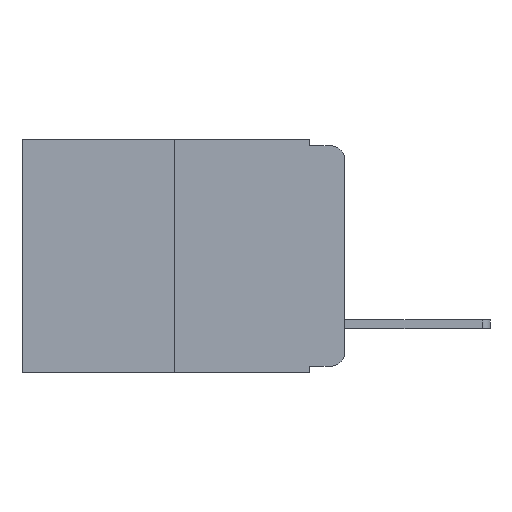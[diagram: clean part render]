
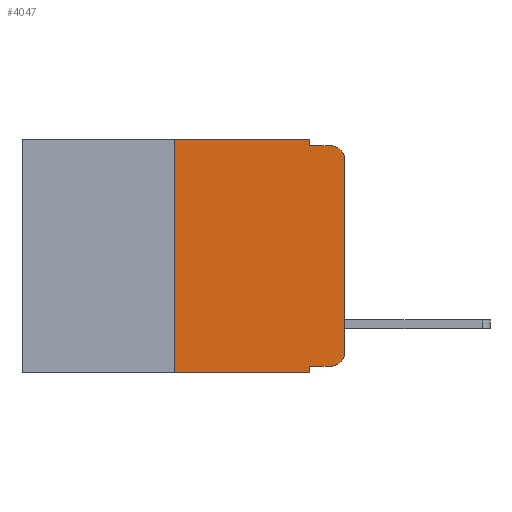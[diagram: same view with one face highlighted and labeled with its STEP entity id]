
A CAD part, left-side view. The second image highlights one B-rep face of the part: STEP entity #4047.
In plain terms, the highlighted planar face has unit normal (-1, 0, 0).
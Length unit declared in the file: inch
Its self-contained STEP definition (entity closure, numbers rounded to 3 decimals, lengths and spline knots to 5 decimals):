
#36 = ORIENTED_EDGE ( 'NONE', *, *, #19859, .T. ) ;
#110 = VERTEX_POINT ( 'NONE', #13853 ) ;
#552 = EDGE_CURVE ( 'NONE', #13573, #12262, #13597, .T. ) ;
#598 = VERTEX_POINT ( 'NONE', #7463 ) ;
#671 = ORIENTED_EDGE ( 'NONE', *, *, #10216, .T. ) ;
#828 = EDGE_CURVE ( 'NONE', #15266, #19052, #15020, .T. ) ;
#1114 = ORIENTED_EDGE ( 'NONE', *, *, #552, .T. ) ;
#1179 = DIRECTION ( 'NONE',  ( 0., 0., -1. ) ) ;
#1311 = CIRCLE ( 'NONE', #19952, 0.02 ) ;
#1373 = EDGE_LOOP ( 'NONE', ( #671, #11200, #20287, #15065, #15530, #17963, #16313, #3110, #1114, #36 ) ) ;
#1637 = EDGE_CURVE ( 'NONE', #13573, #19052, #5174, .T. ) ;
#1932 = VECTOR ( 'NONE', #1179, 39.37008 ) ;
#1985 = CARTESIAN_POINT ( 'NONE',  ( 0., 0.02, -0.333 ) ) ;
#2372 = LINE ( 'NONE', #8889, #9384 ) ;
#2720 = EDGE_CURVE ( 'NONE', #15266, #598, #13325, .T. ) ;
#3110 = ORIENTED_EDGE ( 'NONE', *, *, #1637, .F. ) ;
#3703 = LINE ( 'NONE', #15415, #10735 ) ;
#3707 = DIRECTION ( 'NONE',  ( -1., 0., 0. ) ) ;
#3756 = EDGE_CURVE ( 'NONE', #7467, #110, #2372, .T. ) ;
#4047 = ADVANCED_FACE ( 'NONE', ( #16338 ), #19357, .F. ) ;
#4404 = DIRECTION ( 'NONE',  ( 0., 0., 1. ) ) ;
#5174 = LINE ( 'NONE', #14339, #1932 ) ;
#5967 = EDGE_CURVE ( 'NONE', #110, #10847, #15342, .T. ) ;
#6719 = VERTEX_POINT ( 'NONE', #11205 ) ;
#6881 = DIRECTION ( 'NONE',  ( 0., 0., -1. ) ) ;
#7375 = CARTESIAN_POINT ( 'NONE',  ( 0., 0.473, -0.343 ) ) ;
#7442 = DIRECTION ( 'NONE',  ( 0., -1., 0. ) ) ;
#7463 = CARTESIAN_POINT ( 'NONE',  ( 0., 0.25, 0. ) ) ;
#7467 = VERTEX_POINT ( 'NONE', #8532 ) ;
#7671 = DIRECTION ( 'NONE',  ( 0., -1., 0. ) ) ;
#8100 = CARTESIAN_POINT ( 'NONE',  ( 0., 0.02, -0.01 ) ) ;
#8113 = EDGE_CURVE ( 'NONE', #9863, #10847, #1311, .T. ) ;
#8532 = CARTESIAN_POINT ( 'NONE',  ( 0., 0.051, 0. ) ) ;
#8715 = CARTESIAN_POINT ( 'NONE',  ( 0., 0.02, -0.313 ) ) ;
#8821 = CARTESIAN_POINT ( 'NONE',  ( 0., 0.051, -0.333 ) ) ;
#8889 = CARTESIAN_POINT ( 'NONE',  ( 0., 0.051, 0. ) ) ;
#9286 = CARTESIAN_POINT ( 'NONE',  ( 0., 0.473, 0. ) ) ;
#9384 = VECTOR ( 'NONE', #11346, 39.37008 ) ;
#9479 = AXIS2_PLACEMENT_3D ( 'NONE', #19009, #19981, #6881 ) ;
#9705 = EDGE_CURVE ( 'NONE', #598, #7467, #19855, .T. ) ;
#9863 = VERTEX_POINT ( 'NONE', #9958 ) ;
#9958 = CARTESIAN_POINT ( 'NONE',  ( 0., 0., -0.03 ) ) ;
#10216 = EDGE_CURVE ( 'NONE', #6719, #9863, #3703, .T. ) ;
#10297 = DIRECTION ( 'NONE',  ( 0., 0., -1. ) ) ;
#10735 = VECTOR ( 'NONE', #4404, 39.37008 ) ;
#10802 = CIRCLE ( 'NONE', #18952, 0.02 ) ;
#10834 = CARTESIAN_POINT ( 'NONE',  ( 0., 0.051, -0.01 ) ) ;
#10847 = VERTEX_POINT ( 'NONE', #8100 ) ;
#10927 = VECTOR ( 'NONE', #7442, 39.37008 ) ;
#11200 = ORIENTED_EDGE ( 'NONE', *, *, #8113, .T. ) ;
#11205 = CARTESIAN_POINT ( 'NONE',  ( 0., 0., -0.313 ) ) ;
#11346 = DIRECTION ( 'NONE',  ( 0., 0., -1. ) ) ;
#12262 = VERTEX_POINT ( 'NONE', #1985 ) ;
#13217 = CARTESIAN_POINT ( 'NONE',  ( 0., 0.02, -0.03 ) ) ;
#13325 = LINE ( 'NONE', #17656, #16398 ) ;
#13573 = VERTEX_POINT ( 'NONE', #18121 ) ;
#13597 = LINE ( 'NONE', #8821, #20259 ) ;
#13853 = CARTESIAN_POINT ( 'NONE',  ( 0., 0.051, -0.01 ) ) ;
#14339 = CARTESIAN_POINT ( 'NONE',  ( 0., 0.051, 0. ) ) ;
#14756 = DIRECTION ( 'NONE',  ( 0., 0., -1. ) ) ;
#14865 = VECTOR ( 'NONE', #7671, 39.37008 ) ;
#15020 = LINE ( 'NONE', #7375, #10927 ) ;
#15065 = ORIENTED_EDGE ( 'NONE', *, *, #3756, .F. ) ;
#15266 = VERTEX_POINT ( 'NONE', #19247 ) ;
#15342 = LINE ( 'NONE', #10834, #14865 ) ;
#15415 = CARTESIAN_POINT ( 'NONE',  ( 0., 0., 0. ) ) ;
#15530 = ORIENTED_EDGE ( 'NONE', *, *, #9705, .F. ) ;
#15770 = VECTOR ( 'NONE', #18501, 39.37008 ) ;
#16313 = ORIENTED_EDGE ( 'NONE', *, *, #828, .T. ) ;
#16338 = FACE_OUTER_BOUND ( 'NONE', #1373, .T. ) ;
#16398 = VECTOR ( 'NONE', #17328, 39.37008 ) ;
#17328 = DIRECTION ( 'NONE',  ( 0., 0., 1. ) ) ;
#17428 = CARTESIAN_POINT ( 'NONE',  ( 0., 0.051, -0.343 ) ) ;
#17656 = CARTESIAN_POINT ( 'NONE',  ( 0., 0.25, 0. ) ) ;
#17963 = ORIENTED_EDGE ( 'NONE', *, *, #2720, .F. ) ;
#18121 = CARTESIAN_POINT ( 'NONE',  ( 0., 0.051, -0.333 ) ) ;
#18501 = DIRECTION ( 'NONE',  ( 0., -1., 0. ) ) ;
#18558 = DIRECTION ( 'NONE',  ( 0., -1., 0. ) ) ;
#18952 = AXIS2_PLACEMENT_3D ( 'NONE', #8715, #19477, #10297 ) ;
#19009 = CARTESIAN_POINT ( 'NONE',  ( 0., 0.473, 0. ) ) ;
#19052 = VERTEX_POINT ( 'NONE', #17428 ) ;
#19247 = CARTESIAN_POINT ( 'NONE',  ( 0., 0.25, -0.343 ) ) ;
#19357 = PLANE ( 'NONE',  #9479 ) ;
#19477 = DIRECTION ( 'NONE',  ( -1., 0., 0. ) ) ;
#19855 = LINE ( 'NONE', #9286, #15770 ) ;
#19859 = EDGE_CURVE ( 'NONE', #12262, #6719, #10802, .T. ) ;
#19952 = AXIS2_PLACEMENT_3D ( 'NONE', #13217, #3707, #14756 ) ;
#19981 = DIRECTION ( 'NONE',  ( 1., 0., 0. ) ) ;
#20259 = VECTOR ( 'NONE', #18558, 39.37008 ) ;
#20287 = ORIENTED_EDGE ( 'NONE', *, *, #5967, .F. ) ;
